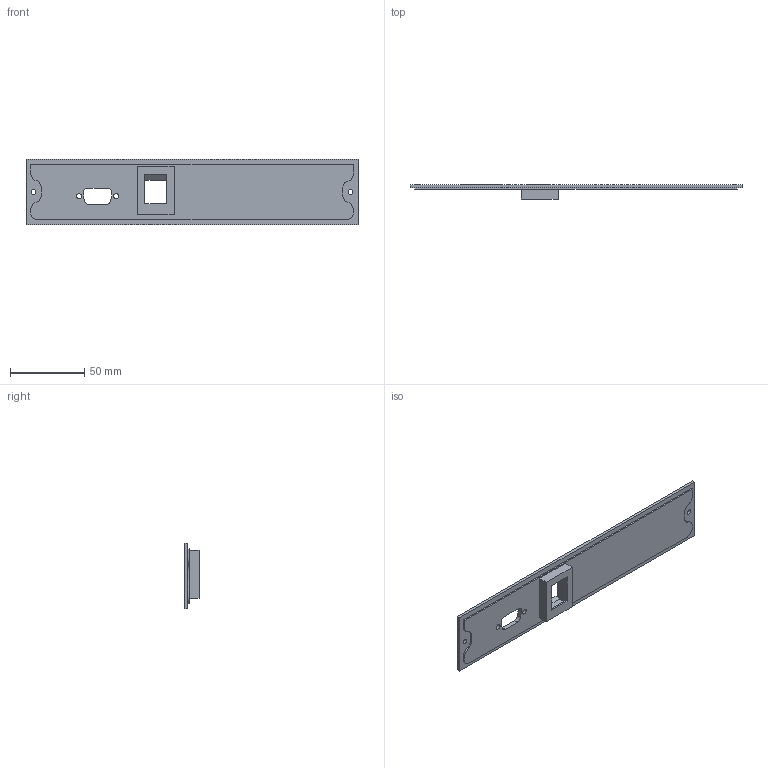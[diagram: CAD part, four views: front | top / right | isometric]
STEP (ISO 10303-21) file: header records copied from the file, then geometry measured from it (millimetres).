
FILE_DESCRIPTION(/* description */ (''),/* implementation_level */ '2;1');
FILE_NAME(/* name */ 'UPS Monitor Rack Mount - back plate.step',/* time_stamp */ '2025-10-02T15:10:12+13:00',/* author */ (''),/* organization */ (''),/* preprocessor_version */ 'ST-DEVELOPER v20.1',/* originating_system */ 'Autodesk Translation Framework v14.17.0.0',/* authorisation */ '');
FILE_SCHEMA (('AUTOMOTIVE_DESIGN { 1 0 10303 214 3 1 1 }'));
Length unit declared in the file: millimetre
Products named in the file (1): UPS Monitor Rack Mount
Bounding box: 223.5 x 9.51 x 44 mm (x, y, z)
Volume: 29072.6 mm3; surface area: 22087.7 mm2
Topology: 1 solids, 1 shells, 185 faces, 516 edges, 344 vertices
Faces by surface type: bspline 86, plane 81, cylinder 18
Full cylindrical faces by diameter (mm): 3.3 x2, 3.5 x2
Entity records: 6766 total; most frequent: CARTESIAN_POINT 2508, ORIENTED_EDGE 1032, DIRECTION 580, EDGE_CURVE 516, VERTEX_POINT 344, LINE 308, VECTOR 308, EDGE_LOOP 208
